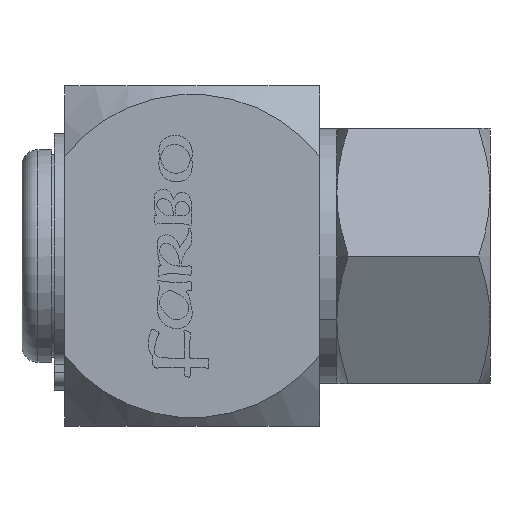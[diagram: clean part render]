
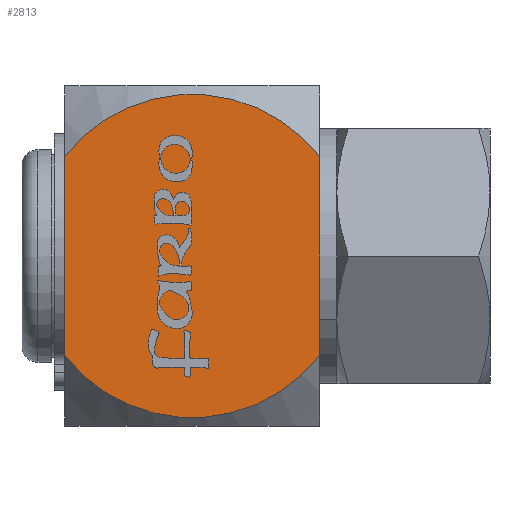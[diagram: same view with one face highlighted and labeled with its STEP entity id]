
A CAD part, left-side view. The second image highlights one B-rep face of the part: STEP entity #2813.
In plain terms, the highlighted planar face has unit normal (-1, 0, 0).
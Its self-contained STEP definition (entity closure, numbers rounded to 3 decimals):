
#270=PLANE('',#6203);
#522=FACE_OUTER_BOUND('',#840,.F.);
#840=EDGE_LOOP('',(#2247,#2248,#2249,#2250));
#2247=ORIENTED_EDGE('',*,*,#4880,.T.);
#2248=ORIENTED_EDGE('',*,*,#4873,.F.);
#2249=ORIENTED_EDGE('',*,*,#4866,.F.);
#2250=ORIENTED_EDGE('',*,*,#4889,.F.);
#2813=ADVANCED_FACE('',(#522),#270,.T.);
#3426=LINE('',#9587,#3829);
#3432=LINE('',#9636,#3835);
#3829=VECTOR('',#7671,23.324);
#3835=VECTOR('',#7683,23.324);
#4159=CIRCLE('',#6174,19.);
#4162=CIRCLE('',#6177,19.);
#4866=EDGE_CURVE('',#5511,#5510,#3426,.T.);
#4873=EDGE_CURVE('',#5510,#5504,#4159,.T.);
#4880=EDGE_CURVE('',#5498,#5504,#3432,.T.);
#4889=EDGE_CURVE('',#5498,#5511,#4162,.T.);
#5498=VERTEX_POINT('',#9553);
#5504=VERTEX_POINT('',#9559);
#5510=VERTEX_POINT('',#9565);
#5511=VERTEX_POINT('',#9566);
#6174=AXIS2_PLACEMENT_3D('',#9604,#7678,#7679);
#6177=AXIS2_PLACEMENT_3D('',#9685,#7690,#7691);
#6203=AXIS2_PLACEMENT_3D('',#9780,#7751,#7752);
#7671=DIRECTION('',(0.,0.,-1.));
#7678=DIRECTION('',(-1.,0.,0.));
#7679=DIRECTION('',(0.,0.789,-0.614));
#7683=DIRECTION('',(0.,0.,-1.));
#7690=DIRECTION('',(-1.,0.,0.));
#7691=DIRECTION('',(0.,-0.789,0.614));
#7751=DIRECTION('',(-1.,0.,0.));
#7752=DIRECTION('',(0.,0.,-1.));
#9553=CARTESIAN_POINT('',(-20.,-15.,11.662));
#9559=CARTESIAN_POINT('',(-20.,-15.,-11.662));
#9565=CARTESIAN_POINT('',(-20.,15.,-11.662));
#9566=CARTESIAN_POINT('',(-20.,15.,11.662));
#9587=CARTESIAN_POINT('',(-20.,15.,11.662));
#9604=CARTESIAN_POINT('',(-20.,0.,0.));
#9636=CARTESIAN_POINT('',(-20.,-15.,11.662));
#9685=CARTESIAN_POINT('',(-20.,0.,0.));
#9780=CARTESIAN_POINT('',(-20.,16.9,20.9));
